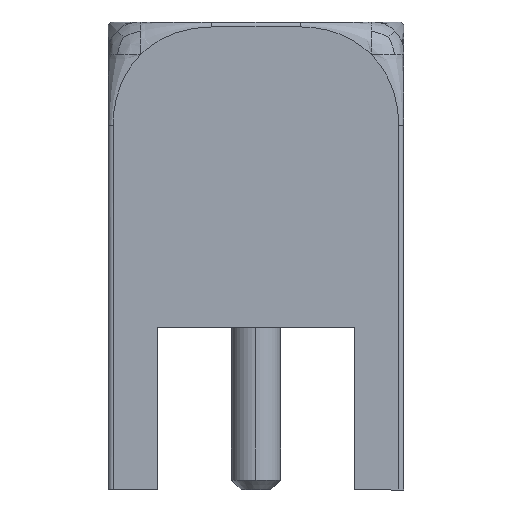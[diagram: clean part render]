
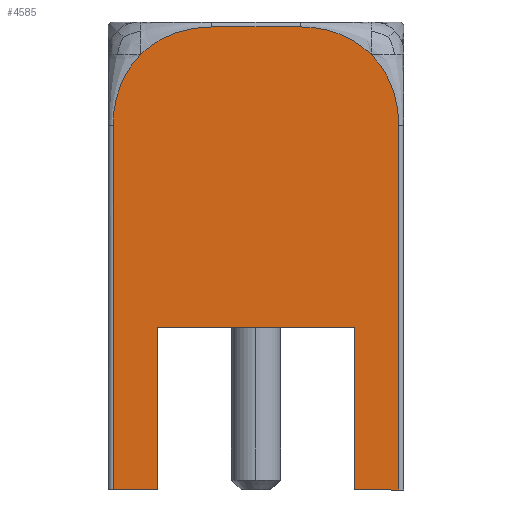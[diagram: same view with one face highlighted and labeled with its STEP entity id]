
A CAD part, left-side view. The second image highlights one B-rep face of the part: STEP entity #4585.
In plain terms, the highlighted face is planar.
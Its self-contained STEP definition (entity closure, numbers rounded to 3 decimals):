
#38 = LINE ( 'NONE', #4826, #6955 ) ;
#64 = CARTESIAN_POINT ( 'NONE',  ( -0.9, -3., 6.1 ) ) ;
#107 = CARTESIAN_POINT ( 'NONE',  ( -2.9, -3., 4.1 ) ) ;
#145 = CARTESIAN_POINT ( 'NONE',  ( -2.851, -3., 4.658 ) ) ;
#184 = VERTEX_POINT ( 'NONE', #3983 ) ;
#219 = B_SPLINE_CURVE_WITH_KNOTS ( 'NONE', 3,
 ( #64, #3193, #1878, #4303, #3110, #4264, #5448, #7729, #4853 ),
 .UNSPECIFIED., .F., .F.,
 ( 4, 1, 2, 2, 4 ),
 ( 0., 0.25, 0.375, 0.5, 1. ),
 .UNSPECIFIED. ) ;
#311 = FACE_OUTER_BOUND ( 'NONE', #2742, .T. ) ;
#333 = CARTESIAN_POINT ( 'NONE',  ( -2.9, -3., 3.2 ) ) ;
#349 = ORIENTED_EDGE ( 'NONE', *, *, #3485, .F. ) ;
#387 = CARTESIAN_POINT ( 'NONE',  ( 1.939, -3., 5.843 ) ) ;
#423 = AXIS2_PLACEMENT_3D ( 'NONE', #7566, #3282, #7038 ) ;
#434 = VECTOR ( 'NONE', #2788, 1000. ) ;
#461 = CARTESIAN_POINT ( 'NONE',  ( 2.9, -3., 4.1 ) ) ;
#508 = DIRECTION ( 'NONE',  ( -1., 0., 0. ) ) ;
#519 = PLANE ( 'NONE',  #423 ) ;
#566 = B_SPLINE_CURVE_WITH_KNOTS ( 'NONE', 3,
 ( #2135, #7578, #4480, #1476, #3412, #3889, #5116, #2099, #4524 ),
 .UNSPECIFIED., .F., .F.,
 ( 4, 1, 2, 2, 4 ),
 ( 0., 0.25, 0.375, 0.5, 1. ),
 .UNSPECIFIED. ) ;
#672 = EDGE_CURVE ( 'NONE', #7225, #2071, #219, .T. ) ;
#695 = CARTESIAN_POINT ( 'NONE',  ( -2.429, -3., 5.45 ) ) ;
#707 = CARTESIAN_POINT ( 'NONE',  ( 2., -3., 0. ) ) ;
#875 = CARTESIAN_POINT ( 'NONE',  ( -2., -3., 0. ) ) ;
#974 = LINE ( 'NONE', #3394, #434 ) ;
#986 = CARTESIAN_POINT ( 'NONE',  ( 1.189, -3., 6.1 ) ) ;
#1138 = CARTESIAN_POINT ( 'NONE',  ( 1.769, -3., 5.928 ) ) ;
#1177 = CARTESIAN_POINT ( 'NONE',  ( -2.339, -3., 5.539 ) ) ;
#1234 = CARTESIAN_POINT ( 'NONE',  ( 2., -3., -3.3 ) ) ;
#1252 = CARTESIAN_POINT ( 'NONE',  ( -2.9, -3., 4.389 ) ) ;
#1260 = EDGE_CURVE ( 'NONE', #3464, #4765, #974, .T. ) ;
#1413 = B_SPLINE_CURVE_WITH_KNOTS ( 'NONE', 3,
 ( #5892, #4699, #2800, #387, #7114, #1138, #7077, #986, #1686 ),
 .UNSPECIFIED., .F., .F.,
 ( 4, 1, 2, 2, 4 ),
 ( 0., 0.25, 0.375, 0.5, 1. ),
 .UNSPECIFIED. ) ;
#1476 = CARTESIAN_POINT ( 'NONE',  ( 2.835, -3., 4.652 ) ) ;
#1502 = VERTEX_POINT ( 'NONE', #6495 ) ;
#1686 = CARTESIAN_POINT ( 'NONE',  ( 0.9, -3., 6.1 ) ) ;
#1717 = VECTOR ( 'NONE', #5770, 1000. ) ;
#1746 = ORIENTED_EDGE ( 'NONE', *, *, #3858, .F. ) ;
#1784 = VERTEX_POINT ( 'NONE', #3120 ) ;
#1878 = CARTESIAN_POINT ( 'NONE',  ( -1.254, -3., 6.082 ) ) ;
#1996 = EDGE_CURVE ( 'NONE', #4765, #3867, #5108, .T. ) ;
#2002 = CARTESIAN_POINT ( 'NONE',  ( 2.9, -3., 3.2 ) ) ;
#2071 = VERTEX_POINT ( 'NONE', #4738 ) ;
#2099 = CARTESIAN_POINT ( 'NONE',  ( 2.519, -3., 5.36 ) ) ;
#2110 = VERTEX_POINT ( 'NONE', #4776 ) ;
#2125 = EDGE_CURVE ( 'NONE', #7412, #1784, #1413, .T. ) ;
#2135 = CARTESIAN_POINT ( 'NONE',  ( 2.9, -3., 4.1 ) ) ;
#2158 = VERTEX_POINT ( 'NONE', #461 ) ;
#2245 = EDGE_CURVE ( 'NONE', #2071, #184, #3211, .T. ) ;
#2354 = EDGE_CURVE ( 'NONE', #3464, #2158, #7443, .T. ) ;
#2399 = VECTOR ( 'NONE', #5360, 1000. ) ;
#2622 = ORIENTED_EDGE ( 'NONE', *, *, #5795, .F. ) ;
#2742 = EDGE_LOOP ( 'NONE', ( #2622, #3543, #5693, #5919, #4512, #7434, #2757, #4495, #6702, #5444, #349, #1746 ) ) ;
#2757 = ORIENTED_EDGE ( 'NONE', *, *, #7532, .T. ) ;
#2788 = DIRECTION ( 'NONE',  ( -1., 0., 0. ) ) ;
#2800 = CARTESIAN_POINT ( 'NONE',  ( 2.103, -3., 5.748 ) ) ;
#2820 = LINE ( 'NONE', #333, #5507 ) ;
#2831 = EDGE_CURVE ( 'NONE', #184, #2110, #2820, .T. ) ;
#2938 = CARTESIAN_POINT ( 'NONE',  ( 0., -3., 6.1 ) ) ;
#3029 = CARTESIAN_POINT ( 'NONE',  ( -2.548, -3., 5.303 ) ) ;
#3110 = CARTESIAN_POINT ( 'NONE',  ( -1.581, -3., 5.998 ) ) ;
#3120 = CARTESIAN_POINT ( 'NONE',  ( 0.9, -3., 6.1 ) ) ;
#3193 = CARTESIAN_POINT ( 'NONE',  ( -1.044, -3., 6.1 ) ) ;
#3207 = LINE ( 'NONE', #875, #4351 ) ;
#3211 = B_SPLINE_CURVE_WITH_KNOTS ( 'NONE', 3,
 ( #1177, #695, #3029, #6675, #5449, #4898, #145, #1252, #107 ),
 .UNSPECIFIED., .F., .F.,
 ( 4, 1, 2, 2, 4 ),
 ( 0., 0.25, 0.375, 0.5, 1. ),
 .UNSPECIFIED. ) ;
#3282 = DIRECTION ( 'NONE',  ( 0., 1., 0. ) ) ;
#3394 = CARTESIAN_POINT ( 'NONE',  ( 2.9, -3., -3.3 ) ) ;
#3412 = CARTESIAN_POINT ( 'NONE',  ( 2.798, -3., 4.781 ) ) ;
#3464 = VERTEX_POINT ( 'NONE', #7242 ) ;
#3485 = EDGE_CURVE ( 'NONE', #3991, #2110, #38, .T. ) ;
#3541 = LINE ( 'NONE', #2938, #2399 ) ;
#3543 = ORIENTED_EDGE ( 'NONE', *, *, #1996, .F. ) ;
#3597 = CARTESIAN_POINT ( 'NONE',  ( -2., -3., -3.3 ) ) ;
#3625 = DIRECTION ( 'NONE',  ( -1., 0., 0. ) ) ;
#3858 = EDGE_CURVE ( 'NONE', #1502, #3991, #3207, .T. ) ;
#3867 = VERTEX_POINT ( 'NONE', #707 ) ;
#3889 = CARTESIAN_POINT ( 'NONE',  ( 2.776, -3., 4.846 ) ) ;
#3908 = CARTESIAN_POINT ( 'NONE',  ( -0.9, -3., 6.1 ) ) ;
#3983 = CARTESIAN_POINT ( 'NONE',  ( -2.9, -3., 4.1 ) ) ;
#3991 = VERTEX_POINT ( 'NONE', #3597 ) ;
#4090 = DIRECTION ( 'NONE',  ( 0., 0., -1. ) ) ;
#4201 = VECTOR ( 'NONE', #3625, 1000. ) ;
#4264 = CARTESIAN_POINT ( 'NONE',  ( -1.646, -3., 5.976 ) ) ;
#4303 = CARTESIAN_POINT ( 'NONE',  ( -1.452, -3., 6.035 ) ) ;
#4351 = VECTOR ( 'NONE', #4476, 1000. ) ;
#4473 = CARTESIAN_POINT ( 'NONE',  ( 2., -3., 0. ) ) ;
#4476 = DIRECTION ( 'NONE',  ( 0., 0., -1. ) ) ;
#4480 = CARTESIAN_POINT ( 'NONE',  ( 2.882, -3., 4.454 ) ) ;
#4495 = ORIENTED_EDGE ( 'NONE', *, *, #672, .T. ) ;
#4512 = ORIENTED_EDGE ( 'NONE', *, *, #5074, .T. ) ;
#4524 = CARTESIAN_POINT ( 'NONE',  ( 2.339, -3., 5.539 ) ) ;
#4585 = ADVANCED_FACE ( 'NONE', ( #311 ), #519, .F. ) ;
#4699 = CARTESIAN_POINT ( 'NONE',  ( 2.25, -3., 5.629 ) ) ;
#4738 = CARTESIAN_POINT ( 'NONE',  ( -2.339, -3., 5.539 ) ) ;
#4765 = VERTEX_POINT ( 'NONE', #1234 ) ;
#4776 = CARTESIAN_POINT ( 'NONE',  ( -2.9, -3., -3.3 ) ) ;
#4826 = CARTESIAN_POINT ( 'NONE',  ( 2.9, -3., -3.3 ) ) ;
#4853 = CARTESIAN_POINT ( 'NONE',  ( -2.339, -3., 5.539 ) ) ;
#4883 = VECTOR ( 'NONE', #5146, 1000. ) ;
#4898 = CARTESIAN_POINT ( 'NONE',  ( -2.728, -3., 4.969 ) ) ;
#5074 = EDGE_CURVE ( 'NONE', #2158, #7412, #566, .T. ) ;
#5108 = LINE ( 'NONE', #4473, #4883 ) ;
#5116 = CARTESIAN_POINT ( 'NONE',  ( 2.656, -3., 5.149 ) ) ;
#5146 = DIRECTION ( 'NONE',  ( 0., 0., 1. ) ) ;
#5360 = DIRECTION ( 'NONE',  ( -1., 0., 0. ) ) ;
#5397 = CARTESIAN_POINT ( 'NONE',  ( 2.339, -3., 5.539 ) ) ;
#5444 = ORIENTED_EDGE ( 'NONE', *, *, #2831, .T. ) ;
#5448 = CARTESIAN_POINT ( 'NONE',  ( -1.949, -3., 5.856 ) ) ;
#5449 = CARTESIAN_POINT ( 'NONE',  ( -2.702, -3., 5.026 ) ) ;
#5484 = CARTESIAN_POINT ( 'NONE',  ( -2., -3., 0. ) ) ;
#5507 = VECTOR ( 'NONE', #4090, 1000. ) ;
#5693 = ORIENTED_EDGE ( 'NONE', *, *, #1260, .F. ) ;
#5770 = DIRECTION ( 'NONE',  ( 0., 0., 1. ) ) ;
#5795 = EDGE_CURVE ( 'NONE', #3867, #1502, #6043, .T. ) ;
#5892 = CARTESIAN_POINT ( 'NONE',  ( 2.339, -3., 5.539 ) ) ;
#5919 = ORIENTED_EDGE ( 'NONE', *, *, #2354, .T. ) ;
#6043 = LINE ( 'NONE', #5484, #4201 ) ;
#6495 = CARTESIAN_POINT ( 'NONE',  ( -2., -3., 0. ) ) ;
#6675 = CARTESIAN_POINT ( 'NONE',  ( -2.643, -3., 5.139 ) ) ;
#6702 = ORIENTED_EDGE ( 'NONE', *, *, #2245, .T. ) ;
#6955 = VECTOR ( 'NONE', #508, 1000. ) ;
#7038 = DIRECTION ( 'NONE',  ( 0., 0., 1. ) ) ;
#7077 = CARTESIAN_POINT ( 'NONE',  ( 1.458, -3., 6.051 ) ) ;
#7114 = CARTESIAN_POINT ( 'NONE',  ( 1.826, -3., 5.902 ) ) ;
#7225 = VERTEX_POINT ( 'NONE', #3908 ) ;
#7242 = CARTESIAN_POINT ( 'NONE',  ( 2.9, -3., -3.3 ) ) ;
#7412 = VERTEX_POINT ( 'NONE', #5397 ) ;
#7434 = ORIENTED_EDGE ( 'NONE', *, *, #2125, .T. ) ;
#7443 = LINE ( 'NONE', #2002, #1717 ) ;
#7532 = EDGE_CURVE ( 'NONE', #1784, #7225, #3541, .T. ) ;
#7566 = CARTESIAN_POINT ( 'NONE',  ( 0., -3., 3.2 ) ) ;
#7578 = CARTESIAN_POINT ( 'NONE',  ( 2.9, -3., 4.244 ) ) ;
#7729 = CARTESIAN_POINT ( 'NONE',  ( -2.16, -3., 5.719 ) ) ;
